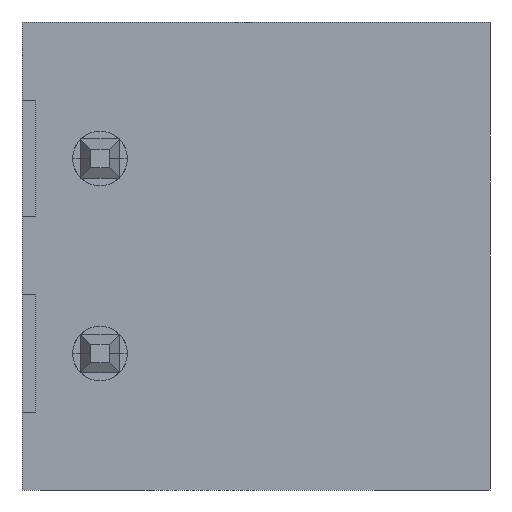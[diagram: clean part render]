
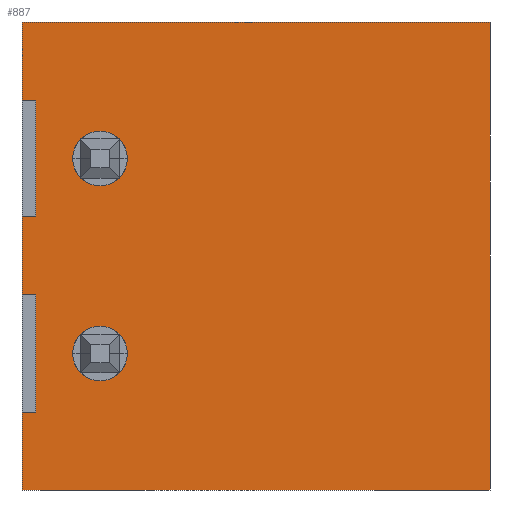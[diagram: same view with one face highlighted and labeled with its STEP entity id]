
A CAD part, front view. The second image highlights one B-rep face of the part: STEP entity #887.
In plain terms, the highlighted planar face has unit normal (0, -1, 0).
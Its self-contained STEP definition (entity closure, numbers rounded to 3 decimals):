
#685=VERTEX_POINT('',#686);
#686=CARTESIAN_POINT('',(36.977,37.773,-3.5));
#692=EDGE_CURVE('',#685,#693,#695,.T.);
#693=VERTEX_POINT('',#694);
#694=CARTESIAN_POINT('',(36.627,37.773,-3.5));
#695=LINE('',#696,#697);
#696=CARTESIAN_POINT('',(0.0,37.773,-3.5));
#697=VECTOR('',#698,1.0);
#698=DIRECTION('',(-1.0,0.0,0.0));
#831=VERTEX_POINT('',#832);
#832=CARTESIAN_POINT('',(36.977,37.773,1.5));
#838=EDGE_CURVE('',#831,#839,#841,.F.);
#839=VERTEX_POINT('',#840);
#840=CARTESIAN_POINT('',(36.627,37.773,1.5));
#841=LINE('',#842,#843);
#842=CARTESIAN_POINT('',(0.0,37.773,1.5));
#843=VECTOR('',#844,1.0);
#844=DIRECTION('',(1.0,0.0,0.0));
#887=ADVANCED_FACE('',(#888,#968,#988),#1008,.T.);
#888=FACE_BOUND('',#889,.T.);
#889=EDGE_LOOP('',(#890,#900,#908,#914,#915,#923,#931,#937,#938,#946,#954,#962));
#890=ORIENTED_EDGE('',*,*,#891,.T.);
#891=EDGE_CURVE('',#892,#894,#896,.T.);
#892=VERTEX_POINT('',#893);
#893=CARTESIAN_POINT('',(48.627,37.773,-8.5));
#894=VERTEX_POINT('',#895);
#895=CARTESIAN_POINT('',(48.627,37.773,3.5));
#896=LINE('',#897,#898);
#897=CARTESIAN_POINT('',(48.627,37.773,0.0));
#898=VECTOR('',#899,1.0);
#899=DIRECTION('',(0.0,0.0,1.0));
#900=ORIENTED_EDGE('',*,*,#901,.T.);
#901=EDGE_CURVE('',#894,#902,#904,.T.);
#902=VERTEX_POINT('',#903);
#903=CARTESIAN_POINT('',(36.627,37.773,3.5));
#904=LINE('',#905,#906);
#905=CARTESIAN_POINT('',(0.0,37.773,3.5));
#906=VECTOR('',#907,1.0);
#907=DIRECTION('',(-1.0,0.0,0.0));
#908=ORIENTED_EDGE('',*,*,#909,.T.);
#909=EDGE_CURVE('',#902,#839,#910,.T.);
#910=LINE('',#911,#912);
#911=CARTESIAN_POINT('',(36.627,37.773,0.0));
#912=VECTOR('',#913,1.0);
#913=DIRECTION('',(0.0,0.0,-1.0));
#914=ORIENTED_EDGE('',*,*,#838,.F.);
#915=ORIENTED_EDGE('',*,*,#916,.T.);
#916=EDGE_CURVE('',#831,#917,#919,.T.);
#917=VERTEX_POINT('',#918);
#918=CARTESIAN_POINT('',(36.977,37.773,-1.5));
#919=LINE('',#920,#921);
#920=CARTESIAN_POINT('',(36.977,37.773,0.0));
#921=VECTOR('',#922,1.0);
#922=DIRECTION('',(0.0,0.0,-1.0));
#923=ORIENTED_EDGE('',*,*,#924,.T.);
#924=EDGE_CURVE('',#917,#925,#927,.T.);
#925=VERTEX_POINT('',#926);
#926=CARTESIAN_POINT('',(36.627,37.773,-1.5));
#927=LINE('',#928,#929);
#928=CARTESIAN_POINT('',(0.0,37.773,-1.5));
#929=VECTOR('',#930,1.0);
#930=DIRECTION('',(-1.0,0.0,0.0));
#931=ORIENTED_EDGE('',*,*,#932,.T.);
#932=EDGE_CURVE('',#925,#693,#933,.F.);
#933=LINE('',#934,#935);
#934=CARTESIAN_POINT('',(36.627,37.773,0.0));
#935=VECTOR('',#936,1.0);
#936=DIRECTION('',(0.0,0.0,1.0));
#937=ORIENTED_EDGE('',*,*,#692,.F.);
#938=ORIENTED_EDGE('',*,*,#939,.T.);
#939=EDGE_CURVE('',#685,#940,#942,.T.);
#940=VERTEX_POINT('',#941);
#941=CARTESIAN_POINT('',(36.977,37.773,-6.5));
#942=LINE('',#943,#944);
#943=CARTESIAN_POINT('',(36.977,37.773,0.0));
#944=VECTOR('',#945,1.0);
#945=DIRECTION('',(0.0,0.0,-1.0));
#946=ORIENTED_EDGE('',*,*,#947,.T.);
#947=EDGE_CURVE('',#940,#948,#950,.F.);
#948=VERTEX_POINT('',#949);
#949=CARTESIAN_POINT('',(36.627,37.773,-6.5));
#950=LINE('',#951,#952);
#951=CARTESIAN_POINT('',(0.0,37.773,-6.5));
#952=VECTOR('',#953,1.0);
#953=DIRECTION('',(1.0,0.0,0.0));
#954=ORIENTED_EDGE('',*,*,#955,.T.);
#955=EDGE_CURVE('',#948,#956,#958,.F.);
#956=VERTEX_POINT('',#957);
#957=CARTESIAN_POINT('',(36.627,37.773,-8.5));
#958=LINE('',#959,#960);
#959=CARTESIAN_POINT('',(36.627,37.773,0.0));
#960=VECTOR('',#961,1.0);
#961=DIRECTION('',(0.0,0.0,1.0));
#962=ORIENTED_EDGE('',*,*,#963,.T.);
#963=EDGE_CURVE('',#956,#892,#964,.F.);
#964=LINE('',#965,#966);
#965=CARTESIAN_POINT('',(0.0,37.773,-8.5));
#966=VECTOR('',#967,1.0);
#967=DIRECTION('',(-1.0,0.0,0.0));
#968=FACE_BOUND('',#969,.T.);
#969=EDGE_LOOP('',(#970,#981));
#970=ORIENTED_EDGE('',*,*,#971,.T.);
#971=EDGE_CURVE('',#972,#974,#976,.F.);
#972=VERTEX_POINT('',#973);
#973=CARTESIAN_POINT('',(37.927,37.773,-5.0));
#974=VERTEX_POINT('',#975);
#975=CARTESIAN_POINT('',(39.327,37.773,-5.0));
#976=CIRCLE('',#977,0.7);
#977=AXIS2_PLACEMENT_3D('',#978,#979,#980);
#978=CARTESIAN_POINT('',(38.627,37.773,-5.0));
#979=DIRECTION('',(0.0,-1.0,0.0));
#980=DIRECTION('',(1.0,0.0,0.0));
#981=ORIENTED_EDGE('',*,*,#982,.T.);
#982=EDGE_CURVE('',#974,#972,#983,.F.);
#983=CIRCLE('',#984,0.7);
#984=AXIS2_PLACEMENT_3D('',#985,#986,#987);
#985=CARTESIAN_POINT('',(38.627,37.773,-5.0));
#986=DIRECTION('',(0.0,-1.0,0.0));
#987=DIRECTION('',(1.0,0.0,0.0));
#988=FACE_BOUND('',#989,.T.);
#989=EDGE_LOOP('',(#990,#1001));
#990=ORIENTED_EDGE('',*,*,#991,.T.);
#991=EDGE_CURVE('',#992,#994,#996,.F.);
#992=VERTEX_POINT('',#993);
#993=CARTESIAN_POINT('',(39.327,37.773,0.));
#994=VERTEX_POINT('',#995);
#995=CARTESIAN_POINT('',(37.927,37.773,0.));
#996=CIRCLE('',#997,0.7);
#997=AXIS2_PLACEMENT_3D('',#998,#999,#1000);
#998=CARTESIAN_POINT('',(38.627,37.773,0.));
#999=DIRECTION('',(0.0,-1.0,0.0));
#1000=DIRECTION('',(1.0,0.0,0.0));
#1001=ORIENTED_EDGE('',*,*,#1002,.T.);
#1002=EDGE_CURVE('',#994,#992,#1003,.F.);
#1003=CIRCLE('',#1004,0.7);
#1004=AXIS2_PLACEMENT_3D('',#1005,#1006,#1007);
#1005=CARTESIAN_POINT('',(38.627,37.773,0.));
#1006=DIRECTION('',(0.0,-1.0,0.0));
#1007=DIRECTION('',(1.0,0.0,0.0));
#1008=PLANE('',#1009);
#1009=AXIS2_PLACEMENT_3D('',#1010,#1011,#1012);
#1010=CARTESIAN_POINT('',(38.127,37.773,0.0));
#1011=DIRECTION('',(0.0,-1.0,0.0));
#1012=DIRECTION('',(-1.0,0.0,0.0));
